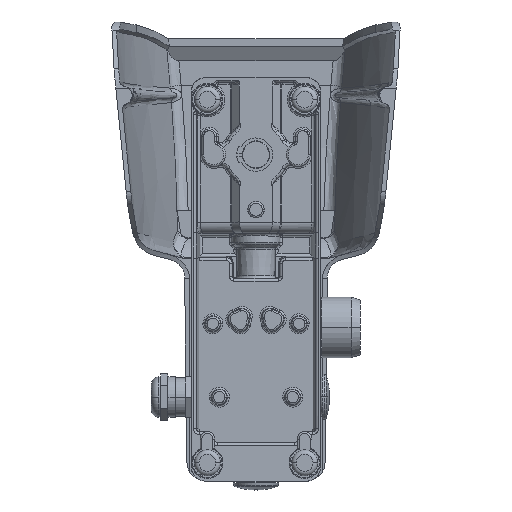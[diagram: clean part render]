
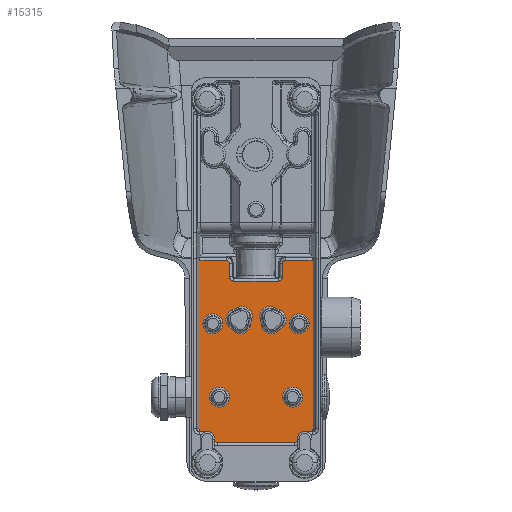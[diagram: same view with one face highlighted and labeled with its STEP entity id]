
A CAD part, front view. The second image highlights one B-rep face of the part: STEP entity #15315.
In plain terms, the highlighted planar face has unit normal (0, -1, 0).
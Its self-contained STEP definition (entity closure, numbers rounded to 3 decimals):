
#879=DIRECTION('',(0.,0.,-1.));
#880=VECTOR('',#879,91.843);
#881=CARTESIAN_POINT('',(31.116,6.5,-10.157));
#882=LINE('',#881,#880);
#886=DIRECTION('',(1.,0.,0.));
#887=VECTOR('',#886,3.063);
#888=CARTESIAN_POINT('',(26.5,6.5,-103.5));
#889=LINE('',#888,#887);
#893=CARTESIAN_POINT('',(26.5,6.5,-107.5));
#894=DIRECTION('',(0.,1.,0.));
#895=DIRECTION('',(-1.,0.,0.));
#896=AXIS2_PLACEMENT_3D('',#893,#894,#895);
#901=DIRECTION('',(0.,0.,1.));
#902=VECTOR('',#901,0.5);
#903=CARTESIAN_POINT('',(22.5,6.5,-108.));
#904=LINE('',#903,#902);
#908=DIRECTION('',(1.,0.,0.));
#909=VECTOR('',#908,42.);
#910=CARTESIAN_POINT('',(-21.,6.5,-109.5));
#911=LINE('',#910,#909);
#915=DIRECTION('',(0.,0.,-1.));
#916=VECTOR('',#915,0.5);
#917=CARTESIAN_POINT('',(-22.5,6.5,-107.5));
#918=LINE('',#917,#916);
#922=CARTESIAN_POINT('',(-26.5,6.5,-107.5));
#923=DIRECTION('',(0.,1.,0.));
#924=DIRECTION('',(0.,0.,1.));
#925=AXIS2_PLACEMENT_3D('',#922,#923,#924);
#930=DIRECTION('',(1.,0.,0.));
#931=VECTOR('',#930,3.063);
#932=CARTESIAN_POINT('',(-29.563,6.5,-103.5));
#933=LINE('',#932,#931);
#937=DIRECTION('',(0.,0.,-1.));
#938=VECTOR('',#937,91.843);
#939=CARTESIAN_POINT('',(-31.116,6.5,-10.157));
#940=LINE('',#939,#938);
#1682=CARTESIAN_POINT('',(21.,6.5,-108.));
#1683=DIRECTION('',(0.,-1.,0.));
#1684=DIRECTION('',(0.,0.,-1.));
#1685=AXIS2_PLACEMENT_3D('',#1682,#1683,#1684);
#1704=CARTESIAN_POINT('',(-21.,6.5,-108.));
#1705=DIRECTION('',(0.,-1.,0.));
#1706=DIRECTION('',(-1.,0.,0.));
#1707=AXIS2_PLACEMENT_3D('',#1704,#1705,#1706);
#6279=DIRECTION('',(1.,0.,0.));
#6280=VECTOR('',#6279,15.116);
#6281=CARTESIAN_POINT('',(-31.116,6.5,-10.157));
#6282=LINE('',#6281,#6280);
#6312=CARTESIAN_POINT('',(-16.,6.5,-10.157));
#6313=CARTESIAN_POINT('',(-15.867,6.5,
-10.157));
#6314=CARTESIAN_POINT('',(-15.612,6.5,
-10.19));
#6315=CARTESIAN_POINT('',(-15.242,6.5,
-10.342));
#6316=CARTESIAN_POINT('',(-14.927,6.5,
-10.584));
#6317=CARTESIAN_POINT('',(-14.685,6.5,
-10.899));
#6318=CARTESIAN_POINT('',(-14.534,6.5,
-11.269));
#6319=CARTESIAN_POINT('',(-14.5,6.5,
-11.525));
#6320=CARTESIAN_POINT('',(-14.5,6.5,-11.658));
#6340=DIRECTION('',(0.,0.,-1.));
#6341=VECTOR('',#6340,7.342);
#6342=CARTESIAN_POINT('',(-14.5,6.5,-11.658));
#6343=LINE('',#6342,#6341);
#6363=CARTESIAN_POINT('',(-12.,6.5,-19.));
#6364=DIRECTION('',(0.,-1.,0.));
#6365=DIRECTION('',(-1.,0.,0.));
#6366=AXIS2_PLACEMENT_3D('',#6363,#6364,#6365);
#6386=DIRECTION('',(1.,0.,0.));
#6387=VECTOR('',#6386,24.);
#6388=CARTESIAN_POINT('',(-12.,6.5,-21.5));
#6389=LINE('',#6388,#6387);
#6409=CARTESIAN_POINT('',(12.,6.5,-19.));
#6410=DIRECTION('',(0.,-1.,0.));
#6411=DIRECTION('',(0.,0.,-1.));
#6412=AXIS2_PLACEMENT_3D('',#6409,#6410,#6411);
#6432=DIRECTION('',(0.,0.,1.));
#6433=VECTOR('',#6432,7.342);
#6434=CARTESIAN_POINT('',(14.5,6.5,-19.));
#6435=LINE('',#6434,#6433);
#6460=CARTESIAN_POINT('',(14.5,6.5,-11.658));
#6461=CARTESIAN_POINT('',(14.5,6.5,-11.525));
#6462=CARTESIAN_POINT('',(14.534,6.5,-11.269));
#6463=CARTESIAN_POINT('',(14.685,6.5,-10.899));
#6464=CARTESIAN_POINT('',(14.927,6.5,-10.584));
#6465=CARTESIAN_POINT('',(15.242,6.5,-10.342));
#6466=CARTESIAN_POINT('',(15.612,6.5,-10.19));
#6467=CARTESIAN_POINT('',(15.867,6.5,-10.157));
#6468=CARTESIAN_POINT('',(16.,6.5,-10.157));
#6489=CARTESIAN_POINT('',(31.116,6.5,-10.157));
#6494=DIRECTION('',(1.,0.,0.));
#6495=VECTOR('',#6494,15.116);
#6496=CARTESIAN_POINT('',(16.,6.5,-10.157));
#6497=LINE('',#6496,#6495);
#7655=CARTESIAN_POINT('',(29.563,6.5,-103.5));
#7656=CARTESIAN_POINT('',(29.69,6.5,-103.5));
#7657=CARTESIAN_POINT('',(29.916,6.5,-103.471));
#7658=CARTESIAN_POINT('',(30.298,6.5,-103.345));
#7659=CARTESIAN_POINT('',(30.677,6.5,-103.088));
#7660=CARTESIAN_POINT('',(30.949,6.5,-102.723));
#7661=CARTESIAN_POINT('',(31.085,6.5,-102.35));
#7662=CARTESIAN_POINT('',(31.116,6.5,-102.127));
#7663=CARTESIAN_POINT('',(31.116,6.5,-102.));
#7682=CARTESIAN_POINT('',(-31.116,6.5,-102.));
#7683=CARTESIAN_POINT('',(-31.116,6.5,-102.127));
#7684=CARTESIAN_POINT('',(-31.085,6.5,-102.35));
#7685=CARTESIAN_POINT('',(-30.949,6.5,-102.723));
#7686=CARTESIAN_POINT('',(-30.677,6.5,-103.088));
#7687=CARTESIAN_POINT('',(-30.298,6.5,-103.345));
#7688=CARTESIAN_POINT('',(-29.916,6.5,-103.471));
#7689=CARTESIAN_POINT('',(-29.69,6.5,-103.5));
#7690=CARTESIAN_POINT('',(-29.563,6.5,-103.5));
#11670=CARTESIAN_POINT('',(22.5,6.5,-107.5));
#11671=CARTESIAN_POINT('',(26.5,6.5,-103.5));
#11672=VERTEX_POINT('',#11670);
#11673=VERTEX_POINT('',#11671);
#11674=CARTESIAN_POINT('',(-26.5,6.5,-103.5));
#11675=CARTESIAN_POINT('',(-22.5,6.5,-107.5));
#11676=VERTEX_POINT('',#11674);
#11677=VERTEX_POINT('',#11675);
#11714=CARTESIAN_POINT('',(21.,6.5,-109.5));
#11715=CARTESIAN_POINT('',(22.5,6.5,-108.));
#11716=VERTEX_POINT('',#11714);
#11717=VERTEX_POINT('',#11715);
#11718=CARTESIAN_POINT('',(-22.5,6.5,-108.));
#11719=CARTESIAN_POINT('',(-21.,6.5,-109.5));
#11720=VERTEX_POINT('',#11718);
#11721=VERTEX_POINT('',#11719);
#12219=VERTEX_POINT('',#6489);
#12265=CARTESIAN_POINT('',(16.,6.5,-10.157));
#12266=VERTEX_POINT('',#12265);
#12270=VERTEX_POINT('',#6460);
#12273=CARTESIAN_POINT('',(14.5,6.5,-19.));
#12274=VERTEX_POINT('',#12273);
#12277=CARTESIAN_POINT('',(12.,6.5,-21.5));
#12278=VERTEX_POINT('',#12277);
#12281=CARTESIAN_POINT('',(-12.,6.5,-21.5));
#12282=VERTEX_POINT('',#12281);
#12285=CARTESIAN_POINT('',(-14.5,6.5,-19.));
#12286=VERTEX_POINT('',#12285);
#12289=CARTESIAN_POINT('',(-14.5,6.5,-11.658));
#12290=VERTEX_POINT('',#12289);
#12292=VERTEX_POINT('',#6312);
#12295=CARTESIAN_POINT('',(-31.116,6.5,-10.157));
#12296=VERTEX_POINT('',#12295);
#12417=VERTEX_POINT('',#7655);
#12418=VERTEX_POINT('',#7663);
#12419=VERTEX_POINT('',#7682);
#12420=VERTEX_POINT('',#7690);
#15268=CARTESIAN_POINT('',(0.,6.5,-7.));
#15269=DIRECTION('',(0.,-1.,0.));
#15270=DIRECTION('',(-1.,0.,0.));
#15271=AXIS2_PLACEMENT_3D('',#15268,#15269,#15270);
#15272=PLANE('',#15271);
#15274=ORIENTED_EDGE('',*,*,#15273,.T.);
#15276=ORIENTED_EDGE('',*,*,#15275,.T.);
#15278=ORIENTED_EDGE('',*,*,#15277,.F.);
#15280=ORIENTED_EDGE('',*,*,#15279,.F.);
#15281=ORIENTED_EDGE('',*,*,#14351,.F.);
#15282=ORIENTED_EDGE('',*,*,#14322,.F.);
#15284=ORIENTED_EDGE('',*,*,#15283,.F.);
#15286=ORIENTED_EDGE('',*,*,#15285,.F.);
#15288=ORIENTED_EDGE('',*,*,#15287,.F.);
#15289=ORIENTED_EDGE('',*,*,#14381,.F.);
#15290=ORIENTED_EDGE('',*,*,#14411,.F.);
#15292=ORIENTED_EDGE('',*,*,#15291,.F.);
#15294=ORIENTED_EDGE('',*,*,#15293,.F.);
#15296=ORIENTED_EDGE('',*,*,#15295,.F.);
#15298=ORIENTED_EDGE('',*,*,#15297,.T.);
#15300=ORIENTED_EDGE('',*,*,#15299,.T.);
#15302=ORIENTED_EDGE('',*,*,#15301,.T.);
#15304=ORIENTED_EDGE('',*,*,#15303,.T.);
#15306=ORIENTED_EDGE('',*,*,#15305,.T.);
#15308=ORIENTED_EDGE('',*,*,#15307,.T.);
#15310=ORIENTED_EDGE('',*,*,#15309,.T.);
#15312=ORIENTED_EDGE('',*,*,#15311,.T.);
#15313=EDGE_LOOP('',(#15274,#15276,#15278,#15280,#15281,#15282,#15284,#15286,
#15288,#15289,#15290,#15292,#15294,#15296,#15298,#15300,#15302,#15304,#15306,
#15308,#15310,#15312));
#15314=FACE_OUTER_BOUND('',#15313,.F.);
#15315=ADVANCED_FACE('',(#15314),#15272,.T.);
#897=CIRCLE('',#896,4.);
#926=CIRCLE('',#925,4.);
#1686=CIRCLE('',#1685,1.5);
#1708=CIRCLE('',#1707,1.5);
#6321=B_SPLINE_CURVE_WITH_KNOTS('',3,(#6312,#6313,#6314,#6315,#6316,#6317,#6318,
#6319,#6320),.UNSPECIFIED.,.F.,.F.,(4,1,1,1,1,1,4),(0.,0.167,
0.333,0.5,0.667,0.833,1.),
.UNSPECIFIED.);
#6367=CIRCLE('',#6366,2.5);
#6413=CIRCLE('',#6412,2.5);
#6469=B_SPLINE_CURVE_WITH_KNOTS('',3,(#6460,#6461,#6462,#6463,#6464,#6465,#6466,
#6467,#6468),.UNSPECIFIED.,.F.,.F.,(4,1,1,1,1,1,4),(0.,0.167,
0.333,0.5,0.667,0.833,1.),
.UNSPECIFIED.);
#7664=B_SPLINE_CURVE_WITH_KNOTS('',3,(#7655,#7656,#7657,#7658,#7659,#7660,#7661,
#7662,#7663),.UNSPECIFIED.,.F.,.F.,(4,1,1,1,1,1,4),(0.,0.125,0.25,0.5,
0.75,0.875,1.),.UNSPECIFIED.);
#7691=B_SPLINE_CURVE_WITH_KNOTS('',3,(#7682,#7683,#7684,#7685,#7686,#7687,#7688,
#7689,#7690),.UNSPECIFIED.,.F.,.F.,(4,1,1,1,1,1,4),(0.,0.125,0.25,0.5,
0.75,0.875,1.),.UNSPECIFIED.);
#14322=EDGE_CURVE('',#11717,#11672,#904,.T.);
#14351=EDGE_CURVE('',#11672,#11673,#897,.T.);
#14381=EDGE_CURVE('',#11677,#11720,#918,.T.);
#14411=EDGE_CURVE('',#11676,#11677,#926,.T.);
#15273=EDGE_CURVE('',#12266,#12219,#6497,.T.);
#15275=EDGE_CURVE('',#12219,#12418,#882,.T.);
#15277=EDGE_CURVE('',#12417,#12418,#7664,.T.);
#15279=EDGE_CURVE('',#11673,#12417,#889,.T.);
#15283=EDGE_CURVE('',#11716,#11717,#1686,.T.);
#15285=EDGE_CURVE('',#11721,#11716,#911,.T.);
#15287=EDGE_CURVE('',#11720,#11721,#1708,.T.);
#15291=EDGE_CURVE('',#12420,#11676,#933,.T.);
#15293=EDGE_CURVE('',#12419,#12420,#7691,.T.);
#15295=EDGE_CURVE('',#12296,#12419,#940,.T.);
#15297=EDGE_CURVE('',#12296,#12292,#6282,.T.);
#15299=EDGE_CURVE('',#12292,#12290,#6321,.T.);
#15301=EDGE_CURVE('',#12290,#12286,#6343,.T.);
#15303=EDGE_CURVE('',#12286,#12282,#6367,.T.);
#15305=EDGE_CURVE('',#12282,#12278,#6389,.T.);
#15307=EDGE_CURVE('',#12278,#12274,#6413,.T.);
#15309=EDGE_CURVE('',#12274,#12270,#6435,.T.);
#15311=EDGE_CURVE('',#12270,#12266,#6469,.T.);
